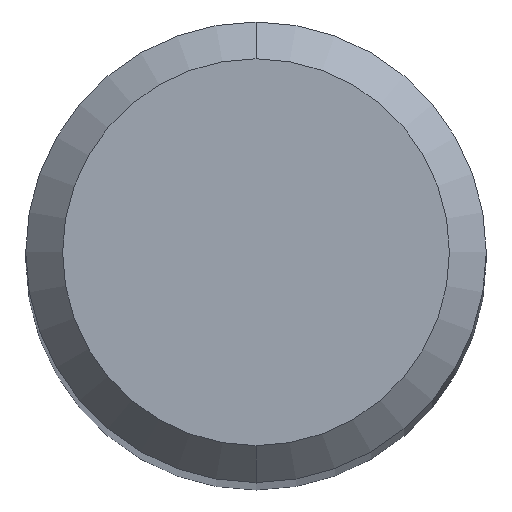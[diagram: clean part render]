
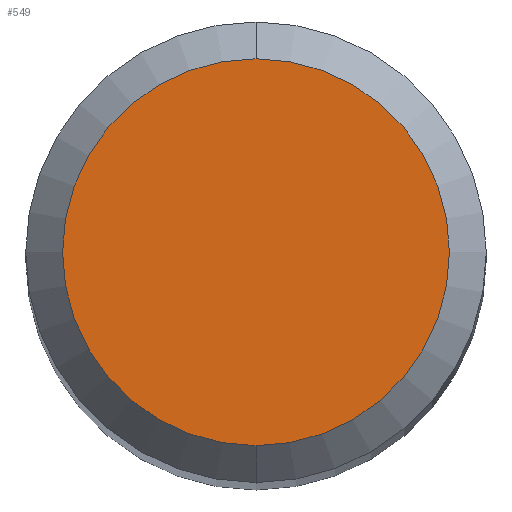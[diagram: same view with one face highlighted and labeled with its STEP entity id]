
A CAD part, top view. The second image highlights one B-rep face of the part: STEP entity #549.
In plain terms, the highlighted planar face has unit normal (0, 0, 1).
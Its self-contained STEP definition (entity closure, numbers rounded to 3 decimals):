
#254=CARTESIAN_POINT('',(0.,0.,28.));
#255=DIRECTION('',(0.,0.,1.));
#256=DIRECTION('',(0.,1.,0.));
#257=AXIS2_PLACEMENT_3D('',#254,#255,#256);
#262=CARTESIAN_POINT('',(0.,0.,28.));
#263=DIRECTION('',(0.,0.,-1.));
#264=DIRECTION('',(0.,1.,0.));
#265=AXIS2_PLACEMENT_3D('',#262,#263,#264);
#294=CARTESIAN_POINT('',(0.,1.26,28.));
#295=VERTEX_POINT('',#294);
#306=CARTESIAN_POINT('',(0.,-1.26,28.));
#307=VERTEX_POINT('',#306);
#540=CARTESIAN_POINT('',(0.,0.,28.));
#541=DIRECTION('',(0.,0.,-1.));
#542=DIRECTION('',(0.,-1.,0.));
#543=AXIS2_PLACEMENT_3D('',#540,#541,#542);
#544=PLANE('',#543);
#545=ORIENTED_EDGE('',*,*,#519,.F.);
#546=ORIENTED_EDGE('',*,*,#535,.T.);
#547=EDGE_LOOP('',(#545,#546));
#548=FACE_OUTER_BOUND('',#547,.F.);
#258=CIRCLE('',#257,1.26);
#266=CIRCLE('',#265,1.26);
#519=EDGE_CURVE('',#295,#307,#258,.T.);
#535=EDGE_CURVE('',#295,#307,#266,.T.);
#549=ADVANCED_FACE('',(#548),#544,.F.);
